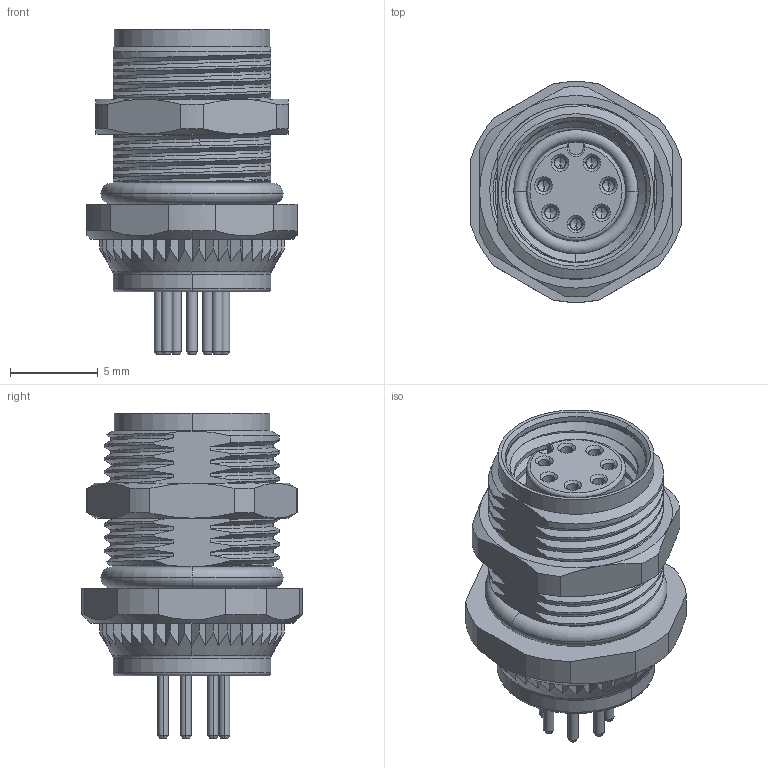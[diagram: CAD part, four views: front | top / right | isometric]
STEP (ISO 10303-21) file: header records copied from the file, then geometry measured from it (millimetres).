
FILE_DESCRIPTION((''),'2;1');
FILE_NAME('8P-K18881_7','2025-09-08T',('gongcheng16'),(''),'PRO/ENGINEER BY PARAMETRIC TECHNOLOGY CORPORATION, 2010280','PRO/ENGINEER BY PARAMETRIC TECHNOLOGY CORPORATION, 2010280','');
FILE_SCHEMA(('CONFIG_CONTROL_DESIGN'));
Products named in the file (1): 8P-K18881_7
Bounding box: 12 x 12.6 x 18.6 mm (x, y, z)
Volume: 224.5 mm3; surface area: 15187.7 mm2
Topology: 1 solids, 200 shells, 3352 faces, 11335 edges, 7864 vertices
Faces by surface type: plane 1071, bspline 861, cylinder 835, cone 459, torus 126
Entity records: 359499 total; most frequent: CARTESIAN_POINT 270540, ORIENTED_EDGE 19364, DIRECTION 15379, EDGE_CURVE 11321, VERTEX_POINT 7864, AXIS2_PLACEMENT_3D 5547, VECTOR 4285, LINE 4285
